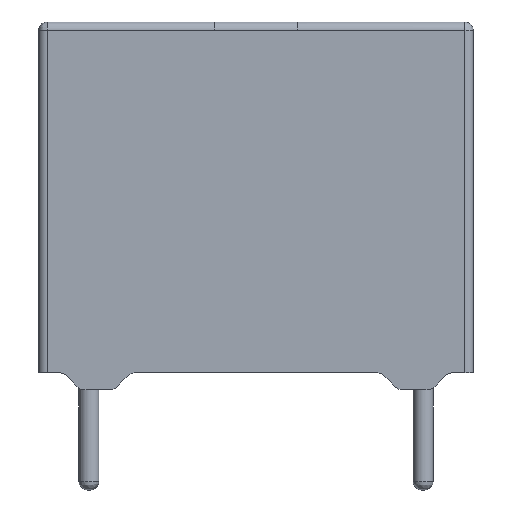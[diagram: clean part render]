
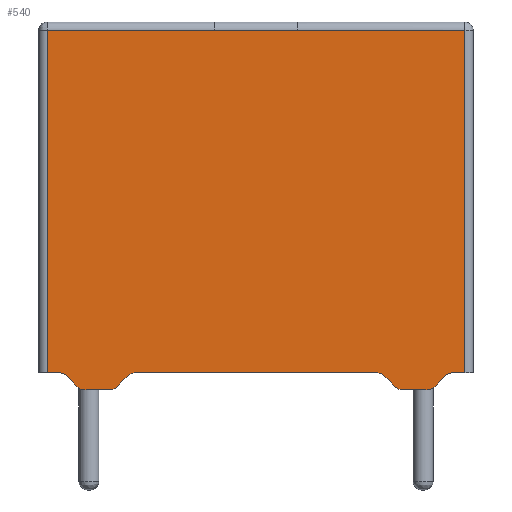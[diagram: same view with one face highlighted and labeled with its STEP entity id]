
A CAD part, front view. The second image highlights one B-rep face of the part: STEP entity #540.
In plain terms, the highlighted planar face has unit normal (0, -1, 0).
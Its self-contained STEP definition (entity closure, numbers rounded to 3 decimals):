
#154=B_SPLINE_CURVE_WITH_KNOTS('',1,(#3753,#3754),.UNSPECIFIED.,.F.,.F.,
(2,2),(-8.667,-8.138),.UNSPECIFIED.);
#158=B_SPLINE_CURVE_WITH_KNOTS('',1,(#3761,#3762),.UNSPECIFIED.,.F.,.F.,
(2,2),(0.25,10.5),.UNSPECIFIED.);
#162=B_SPLINE_CURVE_WITH_KNOTS('',1,(#3793,#3794),.UNSPECIFIED.,.F.,.F.,
(2,2),(-7.854,-7.146),.UNSPECIFIED.);
#163=B_SPLINE_CURVE_WITH_KNOTS('',1,(#3795,#3796),.UNSPECIFIED.,.F.,.F.,
(2,2),(-6.896,-6.104),.UNSPECIFIED.);
#164=B_SPLINE_CURVE_WITH_KNOTS('',1,(#3797,#3798),.UNSPECIFIED.,.F.,.F.,
(2,2),(-5.854,-5.146),.UNSPECIFIED.);
#177=B_SPLINE_CURVE_WITH_KNOTS('',1,(#3873,#3874),.UNSPECIFIED.,.F.,.F.,
(2,2),(5.25,10.25),.UNSPECIFIED.);
#184=B_SPLINE_CURVE_WITH_KNOTS('',1,(#3887,#3888),.UNSPECIFIED.,.F.,.F.,
(2,2),(0.25,5.25),.UNSPECIFIED.);
#185=B_SPLINE_CURVE_WITH_KNOTS('',1,(#3889,#3890),.UNSPECIFIED.,.F.,.F.,
(2,2),(0.,10.25),.UNSPECIFIED.);
#189=B_SPLINE_CURVE_WITH_KNOTS('',1,(#3918,#3919),.UNSPECIFIED.,.F.,.F.,
(2,2),(-3.854,-3.146),.UNSPECIFIED.);
#190=B_SPLINE_CURVE_WITH_KNOTS('',1,(#3920,#3921),.UNSPECIFIED.,.F.,.F.,
(2,2),(-2.896,-2.104),.UNSPECIFIED.);
#191=B_SPLINE_CURVE_WITH_KNOTS('',1,(#3922,#3923),.UNSPECIFIED.,.F.,.F.,
(2,2),(-1.854,-1.146),.UNSPECIFIED.);
#192=B_SPLINE_CURVE_WITH_KNOTS('',1,(#3924,#3925),.UNSPECIFIED.,.F.,.F.,
(2,2),(-0.862,-0.333),.UNSPECIFIED.);
#209=B_SPLINE_CURVE_WITH_KNOTS('',1,(#4019,#4020,#4021,#4022),
 .UNSPECIFIED.,.F.,.F.,(2,1,1,2),(-4.979,-4.5,-2.,-1.521),
 .UNSPECIFIED.);
#540=ADVANCED_FACE('',(#637),#2099,.T.);
#637=FACE_OUTER_BOUND('',#739,.T.);
#739=EDGE_LOOP('',(#1147,#1148,#1149,#1150,#1151,#1152,#1153,#1154,#1155,
#1156,#1157,#1158,#1159,#1160,#1161,#1162,#1163,#1164,#1165,#1166,#1167,
#1168));
#1147=ORIENTED_EDGE('',*,*,#1562,.F.);
#1148=ORIENTED_EDGE('',*,*,#1543,.F.);
#1149=ORIENTED_EDGE('',*,*,#1560,.F.);
#1150=ORIENTED_EDGE('',*,*,#1542,.F.);
#1151=ORIENTED_EDGE('',*,*,#1558,.F.);
#1152=ORIENTED_EDGE('',*,*,#1541,.F.);
#1153=ORIENTED_EDGE('',*,*,#1556,.F.);
#1154=ORIENTED_EDGE('',*,*,#1525,.F.);
#1155=ORIENTED_EDGE('',*,*,#1529,.F.);
#1156=ORIENTED_EDGE('',*,*,#1567,.F.);
#1157=ORIENTED_EDGE('',*,*,#1614,.T.);
#1158=ORIENTED_EDGE('',*,*,#1574,.F.);
#1159=ORIENTED_EDGE('',*,*,#1575,.F.);
#1160=ORIENTED_EDGE('',*,*,#1589,.F.);
#1161=ORIENTED_EDGE('',*,*,#1609,.F.);
#1162=ORIENTED_EDGE('',*,*,#1588,.F.);
#1163=ORIENTED_EDGE('',*,*,#1607,.F.);
#1164=ORIENTED_EDGE('',*,*,#1587,.F.);
#1165=ORIENTED_EDGE('',*,*,#1605,.F.);
#1166=ORIENTED_EDGE('',*,*,#1586,.F.);
#1167=ORIENTED_EDGE('',*,*,#1603,.F.);
#1168=ORIENTED_EDGE('',*,*,#1620,.F.);
#1525=EDGE_CURVE('',#1946,#1968,#154,.T.);
#1529=EDGE_CURVE('',#1949,#1946,#158,.T.);
#1541=EDGE_CURVE('',#1955,#1954,#162,.T.);
#1542=EDGE_CURVE('',#1957,#1956,#163,.T.);
#1543=EDGE_CURVE('',#1959,#1958,#164,.T.);
#1556=EDGE_CURVE('',#1968,#1955,#1763,.T.);
#1558=EDGE_CURVE('',#1954,#1957,#1765,.T.);
#1560=EDGE_CURVE('',#1956,#1959,#1767,.T.);
#1562=EDGE_CURVE('',#1958,#1960,#1769,.T.);
#1567=EDGE_CURVE('',#1971,#1949,#177,.T.);
#1574=EDGE_CURVE('',#1979,#2001,#184,.T.);
#1575=EDGE_CURVE('',#1976,#1979,#185,.T.);
#1586=EDGE_CURVE('',#1985,#1984,#189,.T.);
#1587=EDGE_CURVE('',#1987,#1986,#190,.T.);
#1588=EDGE_CURVE('',#1989,#1988,#191,.T.);
#1589=EDGE_CURVE('',#1990,#1976,#192,.T.);
#1603=EDGE_CURVE('',#1998,#1985,#1782,.T.);
#1605=EDGE_CURVE('',#1984,#1987,#1784,.T.);
#1607=EDGE_CURVE('',#1986,#1989,#1786,.T.);
#1609=EDGE_CURVE('',#1988,#1990,#1788,.T.);
#1614=EDGE_CURVE('',#1971,#2001,#1792,.T.);
#1620=EDGE_CURVE('',#1960,#1998,#209,.T.);
#1763=(
BOUNDED_CURVE()
B_SPLINE_CURVE(2,(#3842,#3843,#3844),.UNSPECIFIED.,.F.,.F.)
B_SPLINE_CURVE_WITH_KNOTS((3,3),(0.,0.196),.UNSPECIFIED.)
CURVE()
GEOMETRIC_REPRESENTATION_ITEM()
RATIONAL_B_SPLINE_CURVE((1.,0.924,1.))
REPRESENTATION_ITEM('')
);
#1765=(
BOUNDED_CURVE()
B_SPLINE_CURVE(2,(#3847,#3848,#3849),.UNSPECIFIED.,.F.,.F.)
B_SPLINE_CURVE_WITH_KNOTS((3,3),(0.,0.196),.UNSPECIFIED.)
CURVE()
GEOMETRIC_REPRESENTATION_ITEM()
RATIONAL_B_SPLINE_CURVE((1.,0.924,1.))
REPRESENTATION_ITEM('')
);
#1767=(
BOUNDED_CURVE()
B_SPLINE_CURVE(2,(#3853,#3854,#3855),.UNSPECIFIED.,.F.,.F.)
B_SPLINE_CURVE_WITH_KNOTS((3,3),(0.,0.196),.UNSPECIFIED.)
CURVE()
GEOMETRIC_REPRESENTATION_ITEM()
RATIONAL_B_SPLINE_CURVE((1.,0.924,1.))
REPRESENTATION_ITEM('')
);
#1769=(
BOUNDED_CURVE()
B_SPLINE_CURVE(2,(#3859,#3860,#3861),.UNSPECIFIED.,.F.,.F.)
B_SPLINE_CURVE_WITH_KNOTS((3,3),(0.,0.196),.UNSPECIFIED.)
CURVE()
GEOMETRIC_REPRESENTATION_ITEM()
RATIONAL_B_SPLINE_CURVE((1.,0.924,1.))
REPRESENTATION_ITEM('')
);
#1782=(
BOUNDED_CURVE()
B_SPLINE_CURVE(2,(#3972,#3973,#3974),.UNSPECIFIED.,.F.,.F.)
B_SPLINE_CURVE_WITH_KNOTS((3,3),(0.,0.196),.UNSPECIFIED.)
CURVE()
GEOMETRIC_REPRESENTATION_ITEM()
RATIONAL_B_SPLINE_CURVE((1.,0.924,1.))
REPRESENTATION_ITEM('')
);
#1784=(
BOUNDED_CURVE()
B_SPLINE_CURVE(2,(#3978,#3979,#3980),.UNSPECIFIED.,.F.,.F.)
B_SPLINE_CURVE_WITH_KNOTS((3,3),(0.,0.196),.UNSPECIFIED.)
CURVE()
GEOMETRIC_REPRESENTATION_ITEM()
RATIONAL_B_SPLINE_CURVE((1.,0.924,1.))
REPRESENTATION_ITEM('')
);
#1786=(
BOUNDED_CURVE()
B_SPLINE_CURVE(2,(#3984,#3985,#3986),.UNSPECIFIED.,.F.,.F.)
B_SPLINE_CURVE_WITH_KNOTS((3,3),(0.,0.196),.UNSPECIFIED.)
CURVE()
GEOMETRIC_REPRESENTATION_ITEM()
RATIONAL_B_SPLINE_CURVE((1.,0.924,1.))
REPRESENTATION_ITEM('')
);
#1788=(
BOUNDED_CURVE()
B_SPLINE_CURVE(2,(#3990,#3991,#3992),.UNSPECIFIED.,.F.,.F.)
B_SPLINE_CURVE_WITH_KNOTS((3,3),(0.,0.196),.UNSPECIFIED.)
CURVE()
GEOMETRIC_REPRESENTATION_ITEM()
RATIONAL_B_SPLINE_CURVE((1.,0.924,1.))
REPRESENTATION_ITEM('')
);
#1792=(
BOUNDED_CURVE()
B_SPLINE_CURVE(1,(#4003,#4004),.UNSPECIFIED.,.F.,.F.)
B_SPLINE_CURVE_WITH_KNOTS((2,2),(0.,2.5),.UNSPECIFIED.)
CURVE()
GEOMETRIC_REPRESENTATION_ITEM()
RATIONAL_B_SPLINE_CURVE((1.,1.))
REPRESENTATION_ITEM('')
);
#1946=VERTEX_POINT('',#3346);
#1949=VERTEX_POINT('',#3349);
#1954=VERTEX_POINT('',#3354);
#1955=VERTEX_POINT('',#3355);
#1956=VERTEX_POINT('',#3356);
#1957=VERTEX_POINT('',#3357);
#1958=VERTEX_POINT('',#3358);
#1959=VERTEX_POINT('',#3359);
#1960=VERTEX_POINT('',#3360);
#1968=VERTEX_POINT('',#3368);
#1971=VERTEX_POINT('',#3371);
#1976=VERTEX_POINT('',#3376);
#1979=VERTEX_POINT('',#3379);
#1984=VERTEX_POINT('',#3384);
#1985=VERTEX_POINT('',#3385);
#1986=VERTEX_POINT('',#3386);
#1987=VERTEX_POINT('',#3387);
#1988=VERTEX_POINT('',#3388);
#1989=VERTEX_POINT('',#3389);
#1990=VERTEX_POINT('',#3390);
#1998=VERTEX_POINT('',#3398);
#2001=VERTEX_POINT('',#3401);
#2099=PLANE('',#2216);
#2216=AXIS2_PLACEMENT_3D('',#3242,#2260,$);
#2260=DIRECTION('',(0.,-1.,0.));
#3242=CARTESIAN_POINT('',(7.813,-2.75,-1.375));
#3346=CARTESIAN_POINT('',(6.25,-2.75,0.5));
#3349=CARTESIAN_POINT('',(6.25,-2.75,10.75));
#3354=CARTESIAN_POINT('',(5.323,-2.75,0.073));
#3355=CARTESIAN_POINT('',(5.677,-2.75,0.427));
#3356=CARTESIAN_POINT('',(4.354,-2.75,0.));
#3357=CARTESIAN_POINT('',(5.146,-2.75,0.));
#3358=CARTESIAN_POINT('',(3.823,-2.75,0.427));
#3359=CARTESIAN_POINT('',(4.177,-2.75,0.073));
#3360=CARTESIAN_POINT('',(3.646,-2.75,0.5));
#3368=CARTESIAN_POINT('',(5.854,-2.75,0.5));
#3371=CARTESIAN_POINT('',(1.25,-2.75,10.75));
#3376=CARTESIAN_POINT('',(-6.25,-2.75,0.5));
#3379=CARTESIAN_POINT('',(-6.25,-2.75,10.75));
#3384=CARTESIAN_POINT('',(-4.177,-2.75,0.073));
#3385=CARTESIAN_POINT('',(-3.823,-2.75,0.427));
#3386=CARTESIAN_POINT('',(-5.146,-2.75,0.));
#3387=CARTESIAN_POINT('',(-4.354,-2.75,0.));
#3388=CARTESIAN_POINT('',(-5.677,-2.75,0.427));
#3389=CARTESIAN_POINT('',(-5.323,-2.75,0.073));
#3390=CARTESIAN_POINT('',(-5.854,-2.75,0.5));
#3398=CARTESIAN_POINT('',(-3.646,-2.75,0.5));
#3401=CARTESIAN_POINT('',(-1.25,-2.75,10.75));
#3753=CARTESIAN_POINT('',(6.25,-2.75,0.5));
#3754=CARTESIAN_POINT('',(5.854,-2.75,0.5));
#3761=CARTESIAN_POINT('',(6.25,-2.75,10.75));
#3762=CARTESIAN_POINT('',(6.25,-2.75,0.5));
#3793=CARTESIAN_POINT('',(5.677,-2.75,0.427));
#3794=CARTESIAN_POINT('',(5.323,-2.75,0.073));
#3795=CARTESIAN_POINT('',(5.146,-2.75,0.));
#3796=CARTESIAN_POINT('',(4.354,-2.75,0.));
#3797=CARTESIAN_POINT('',(4.177,-2.75,0.073));
#3798=CARTESIAN_POINT('',(3.823,-2.75,0.427));
#3842=CARTESIAN_POINT('',(5.854,-2.75,0.5));
#3843=CARTESIAN_POINT('',(5.75,-2.75,0.5));
#3844=CARTESIAN_POINT('',(5.677,-2.75,0.427));
#3847=CARTESIAN_POINT('',(5.323,-2.75,0.073));
#3848=CARTESIAN_POINT('',(5.25,-2.75,0.));
#3849=CARTESIAN_POINT('',(5.146,-2.75,0.));
#3853=CARTESIAN_POINT('',(4.354,-2.75,0.));
#3854=CARTESIAN_POINT('',(4.25,-2.75,0.));
#3855=CARTESIAN_POINT('',(4.177,-2.75,0.073));
#3859=CARTESIAN_POINT('',(3.823,-2.75,0.427));
#3860=CARTESIAN_POINT('',(3.75,-2.75,0.5));
#3861=CARTESIAN_POINT('',(3.646,-2.75,0.5));
#3873=CARTESIAN_POINT('',(1.25,-2.75,10.75));
#3874=CARTESIAN_POINT('',(6.25,-2.75,10.75));
#3887=CARTESIAN_POINT('',(-6.25,-2.75,10.75));
#3888=CARTESIAN_POINT('',(-1.25,-2.75,10.75));
#3889=CARTESIAN_POINT('',(-6.25,-2.75,0.5));
#3890=CARTESIAN_POINT('',(-6.25,-2.75,10.75));
#3918=CARTESIAN_POINT('',(-3.823,-2.75,0.427));
#3919=CARTESIAN_POINT('',(-4.177,-2.75,0.073));
#3920=CARTESIAN_POINT('',(-4.354,-2.75,0.));
#3921=CARTESIAN_POINT('',(-5.146,-2.75,0.));
#3922=CARTESIAN_POINT('',(-5.323,-2.75,0.073));
#3923=CARTESIAN_POINT('',(-5.677,-2.75,0.427));
#3924=CARTESIAN_POINT('',(-5.854,-2.75,0.5));
#3925=CARTESIAN_POINT('',(-6.25,-2.75,0.5));
#3972=CARTESIAN_POINT('',(-3.646,-2.75,0.5));
#3973=CARTESIAN_POINT('',(-3.75,-2.75,0.5));
#3974=CARTESIAN_POINT('',(-3.823,-2.75,0.427));
#3978=CARTESIAN_POINT('',(-4.177,-2.75,0.073));
#3979=CARTESIAN_POINT('',(-4.25,-2.75,0.));
#3980=CARTESIAN_POINT('',(-4.354,-2.75,0.));
#3984=CARTESIAN_POINT('',(-5.146,-2.75,0.));
#3985=CARTESIAN_POINT('',(-5.25,-2.75,0.));
#3986=CARTESIAN_POINT('',(-5.323,-2.75,0.073));
#3990=CARTESIAN_POINT('',(-5.677,-2.75,0.427));
#3991=CARTESIAN_POINT('',(-5.75,-2.75,0.5));
#3992=CARTESIAN_POINT('',(-5.854,-2.75,0.5));
#4003=CARTESIAN_POINT('',(1.25,-2.75,10.75));
#4004=CARTESIAN_POINT('',(-1.25,-2.75,10.75));
#4019=CARTESIAN_POINT('',(3.646,-2.75,0.5));
#4020=CARTESIAN_POINT('',(1.25,-2.75,0.5));
#4021=CARTESIAN_POINT('',(-1.25,-2.75,0.5));
#4022=CARTESIAN_POINT('',(-3.646,-2.75,0.5));
